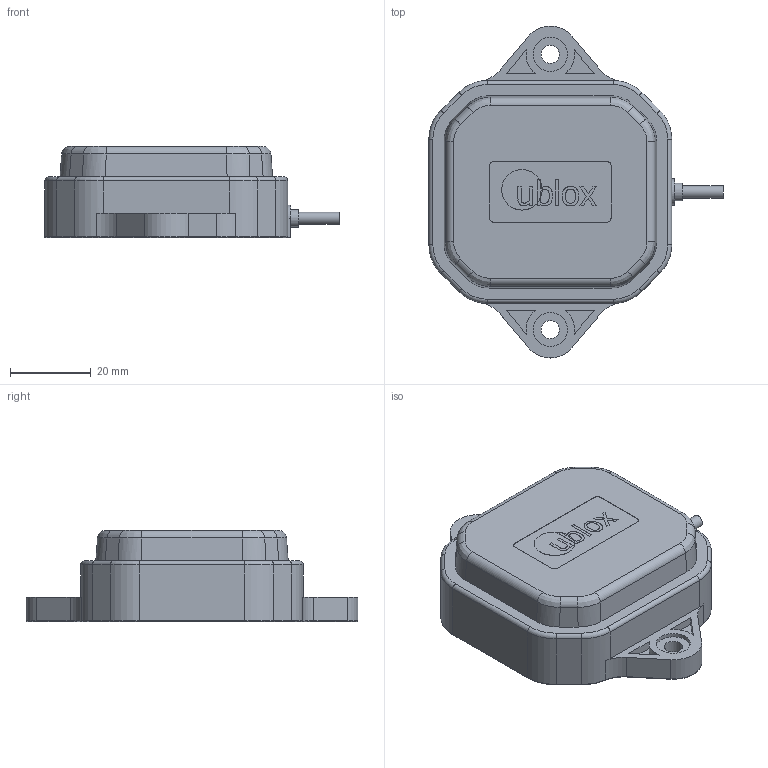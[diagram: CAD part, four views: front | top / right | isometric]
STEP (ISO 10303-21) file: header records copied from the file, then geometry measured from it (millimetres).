
FILE_DESCRIPTION(/* description */ (''),/* implementation_level */ '2;1');
FILE_NAME(/* name */ 'ANN-MB-00-00.stp',/* time_stamp */ '2022-03-04T17:54:28+09:00',/* author */ ('mhdk'),/* organization */ (''),/* preprocessor_version */ 'ST-DEVELOPER v18.1',/* originating_system */ 'Autodesk Inventor 2022',/* authorisation */ '');
FILE_SCHEMA (('AUTOMOTIVE_DESIGN { 1 0 10303 214 3 1 1 }'));
Length unit declared in the file: millimetre
Products named in the file (1): ANN-MB-00-00
Bounding box: 72.7 x 82 x 22.5 mm (x, y, z)
Volume: 65630.7 mm3; surface area: 11800.9 mm2
Topology: 4 solids, 4 shells, 222 faces, 538 edges, 338 vertices
Faces by surface type: plane 99, cylinder 71, bspline 30, torus 22
Full cylindrical faces by diameter (mm): 3 x1, 4.3 x1, 4.5 x2, 8.4 x4, 10 x1
Entity records: 6839 total; most frequent: CARTESIAN_POINT 1541, ORIENTED_EDGE 1076, DIRECTION 1064, EDGE_CURVE 538, AXIS2_PLACEMENT_3D 379, VERTEX_POINT 338, LINE 306, VECTOR 306
